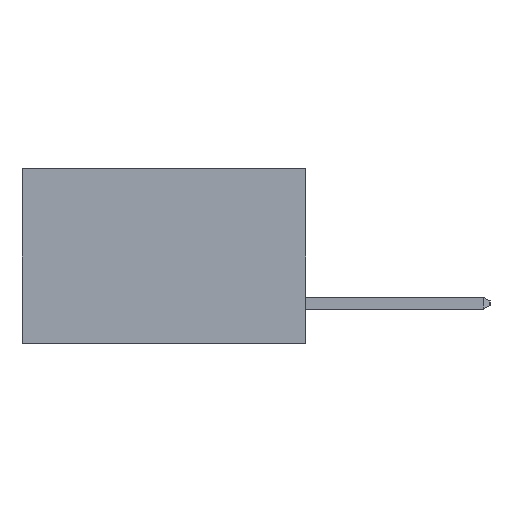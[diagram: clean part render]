
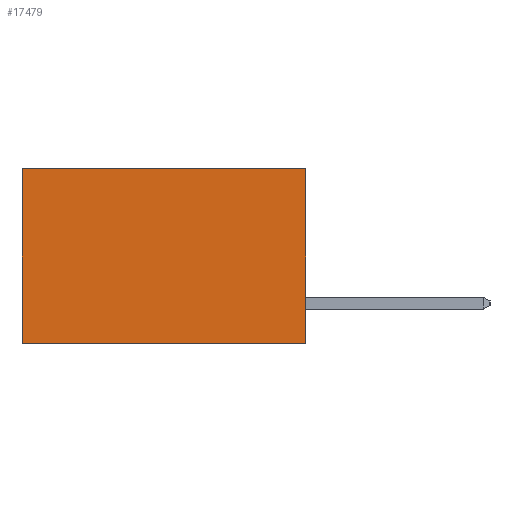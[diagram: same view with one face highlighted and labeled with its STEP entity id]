
A CAD part, left-side view. The second image highlights one B-rep face of the part: STEP entity #17479.
In plain terms, the highlighted planar face has unit normal (-1, 0, 0).
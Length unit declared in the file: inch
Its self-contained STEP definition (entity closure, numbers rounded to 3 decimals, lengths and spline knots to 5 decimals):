
#1591 = EDGE_CURVE ( 'NONE', #3448, #4459, #19375, .T. ) ;
#1940 = VERTEX_POINT ( 'NONE', #19417 ) ;
#2808 = DIRECTION ( 'NONE',  ( 0., 1., 0. ) ) ;
#3448 = VERTEX_POINT ( 'NONE', #5932 ) ;
#3454 = CARTESIAN_POINT ( 'NONE',  ( 0.2615, 0., 0. ) ) ;
#4459 = VERTEX_POINT ( 'NONE', #15816 ) ;
#4602 = VECTOR ( 'NONE', #16032, 39.37008 ) ;
#5048 = CARTESIAN_POINT ( 'NONE',  ( 0.2615, 0.6, -0.37 ) ) ;
#5560 = DIRECTION ( 'NONE',  ( 0., 0., -1. ) ) ;
#5932 = CARTESIAN_POINT ( 'NONE',  ( 0.2615, 0., 0. ) ) ;
#5968 = LINE ( 'NONE', #19546, #14010 ) ;
#6130 = VECTOR ( 'NONE', #2808, 39.37008 ) ;
#6171 = EDGE_CURVE ( 'NONE', #4459, #9119, #5968, .T. ) ;
#6342 = EDGE_LOOP ( 'NONE', ( #13835, #15047, #6628, #12020 ) ) ;
#6628 = ORIENTED_EDGE ( 'NONE', *, *, #8432, .F. ) ;
#7085 = CARTESIAN_POINT ( 'NONE',  ( 0.2615, 0., -0.37 ) ) ;
#7626 = LINE ( 'NONE', #7085, #19368 ) ;
#8432 = EDGE_CURVE ( 'NONE', #3448, #1940, #17953, .T. ) ;
#8697 = AXIS2_PLACEMENT_3D ( 'NONE', #13609, #15232, #5560 ) ;
#9119 = VERTEX_POINT ( 'NONE', #5048 ) ;
#9320 = DIRECTION ( 'NONE',  ( 0., 0., -1. ) ) ;
#11997 = PLANE ( 'NONE',  #8697 ) ;
#12020 = ORIENTED_EDGE ( 'NONE', *, *, #1591, .T. ) ;
#13609 = CARTESIAN_POINT ( 'NONE',  ( 0.2615, 0., -0.37 ) ) ;
#13835 = ORIENTED_EDGE ( 'NONE', *, *, #6171, .T. ) ;
#14010 = VECTOR ( 'NONE', #9320, 39.37008 ) ;
#15047 = ORIENTED_EDGE ( 'NONE', *, *, #18733, .F. ) ;
#15111 = DIRECTION ( 'NONE',  ( 0., 1., 0. ) ) ;
#15232 = DIRECTION ( 'NONE',  ( 1., 0., 0. ) ) ;
#15816 = CARTESIAN_POINT ( 'NONE',  ( 0.2615, 0.6, 0. ) ) ;
#16032 = DIRECTION ( 'NONE',  ( 0., 0., -1. ) ) ;
#16245 = CARTESIAN_POINT ( 'NONE',  ( 0.2615, 0., -0.37 ) ) ;
#17479 = ADVANCED_FACE ( 'NONE', ( #19420 ), #11997, .F. ) ;
#17953 = LINE ( 'NONE', #16245, #4602 ) ;
#18733 = EDGE_CURVE ( 'NONE', #1940, #9119, #7626, .T. ) ;
#19368 = VECTOR ( 'NONE', #15111, 39.37008 ) ;
#19375 = LINE ( 'NONE', #3454, #6130 ) ;
#19417 = CARTESIAN_POINT ( 'NONE',  ( 0.2615, 0., -0.37 ) ) ;
#19420 = FACE_OUTER_BOUND ( 'NONE', #6342, .T. ) ;
#19546 = CARTESIAN_POINT ( 'NONE',  ( 0.2615, 0.6, -0.37 ) ) ;
